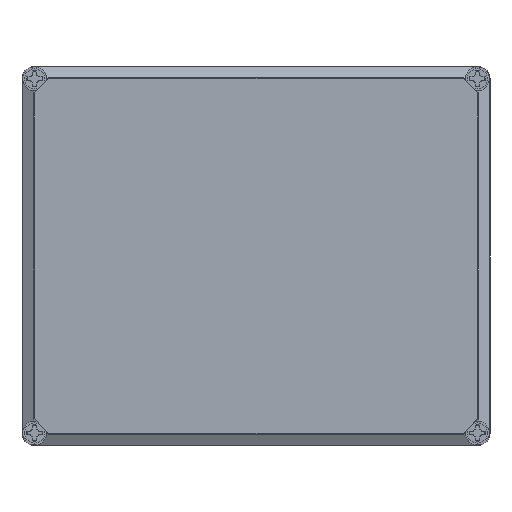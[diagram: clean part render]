
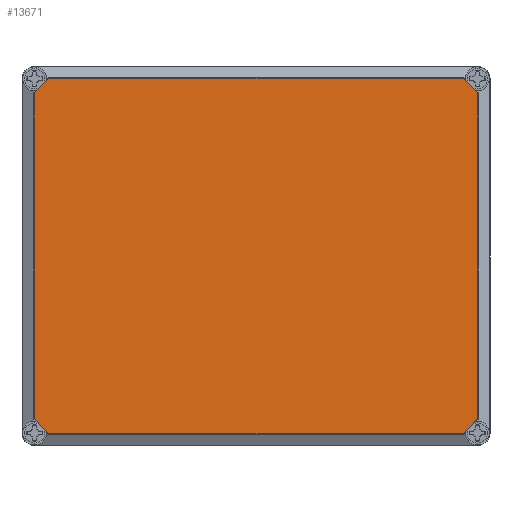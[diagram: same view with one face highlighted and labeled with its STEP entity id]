
A CAD part, top view. The second image highlights one B-rep face of the part: STEP entity #13671.
In plain terms, the highlighted planar face has unit normal (0, 0, 1).
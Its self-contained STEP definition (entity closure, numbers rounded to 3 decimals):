
#13619=AXIS2_PLACEMENT_3D('Plane Axis2P3D',#13616,#13617,#13618) ;
#12750=CARTESIAN_POINT('Vertex',(362.315,21.225,174.)) ;
#12753=CARTESIAN_POINT('Line Origine',(356.595,15.505,174.)) ;
#12757=CARTESIAN_POINT('Vertex',(350.875,9.785,174.)) ;
#13597=CARTESIAN_POINT('Line Origine',(362.315,150.8,174.)) ;
#13601=CARTESIAN_POINT('Vertex',(362.315,280.375,174.)) ;
#13616=CARTESIAN_POINT('Axis2P3D Location',(186.05,150.8,174.)) ;
#13621=CARTESIAN_POINT('Line Origine',(9.785,150.8,174.)) ;
#13625=CARTESIAN_POINT('Vertex',(9.785,280.375,174.)) ;
#13627=CARTESIAN_POINT('Vertex',(9.785,21.225,174.)) ;
#13630=CARTESIAN_POINT('Line Origine',(15.505,15.505,174.)) ;
#13634=CARTESIAN_POINT('Vertex',(21.225,9.785,174.)) ;
#13637=CARTESIAN_POINT('Line Origine',(186.05,9.785,174.)) ;
#13642=CARTESIAN_POINT('Line Origine',(356.595,286.095,174.)) ;
#13646=CARTESIAN_POINT('Vertex',(350.875,291.815,174.)) ;
#13649=CARTESIAN_POINT('Line Origine',(186.05,291.815,174.)) ;
#13653=CARTESIAN_POINT('Vertex',(21.225,291.815,174.)) ;
#13656=CARTESIAN_POINT('Line Origine',(15.505,286.095,174.)) ;
#12754=DIRECTION('Vector Direction',(-0.707,-0.707,0.)) ;
#13598=DIRECTION('Vector Direction',(0.,1.,0.)) ;
#13617=DIRECTION('Axis2P3D Direction',(0.,0.,1.)) ;
#13618=DIRECTION('Axis2P3D XDirection',(1.,0.,0.)) ;
#13622=DIRECTION('Vector Direction',(0.,-1.,0.)) ;
#13631=DIRECTION('Vector Direction',(-0.707,0.707,0.)) ;
#13638=DIRECTION('Vector Direction',(1.,0.,0.)) ;
#13643=DIRECTION('Vector Direction',(0.707,-0.707,0.)) ;
#13650=DIRECTION('Vector Direction',(-1.,0.,0.)) ;
#13657=DIRECTION('Vector Direction',(0.707,0.707,0.)) ;
#12755=VECTOR('Line Direction',#12754,1.) ;
#13599=VECTOR('Line Direction',#13598,1.) ;
#13623=VECTOR('Line Direction',#13622,1.) ;
#13632=VECTOR('Line Direction',#13631,1.) ;
#13639=VECTOR('Line Direction',#13638,1.) ;
#13644=VECTOR('Line Direction',#13643,1.) ;
#13651=VECTOR('Line Direction',#13650,1.) ;
#13658=VECTOR('Line Direction',#13657,1.) ;
#13662=ORIENTED_EDGE('',*,*,#13629,.T.) ;
#13663=ORIENTED_EDGE('',*,*,#13636,.F.) ;
#13664=ORIENTED_EDGE('',*,*,#13641,.T.) ;
#13665=ORIENTED_EDGE('',*,*,#12759,.F.) ;
#13666=ORIENTED_EDGE('',*,*,#13603,.T.) ;
#13667=ORIENTED_EDGE('',*,*,#13648,.F.) ;
#13668=ORIENTED_EDGE('',*,*,#13655,.T.) ;
#13669=ORIENTED_EDGE('',*,*,#13660,.F.) ;
#13671=ADVANCED_FACE('Deckel',(#13670),#13620,.T.) ;
#12759=EDGE_CURVE('',#12751,#12758,#12756,.T.) ;
#13603=EDGE_CURVE('',#12751,#13602,#13600,.T.) ;
#13629=EDGE_CURVE('',#13626,#13628,#13624,.T.) ;
#13636=EDGE_CURVE('',#13635,#13628,#13633,.T.) ;
#13641=EDGE_CURVE('',#13635,#12758,#13640,.T.) ;
#13648=EDGE_CURVE('',#13647,#13602,#13645,.T.) ;
#13655=EDGE_CURVE('',#13647,#13654,#13652,.T.) ;
#13660=EDGE_CURVE('',#13626,#13654,#13659,.T.) ;
#13661=EDGE_LOOP('',(#13662,#13663,#13664,#13665,#13666,#13667,#13668,#13669)) ;
#13670=FACE_OUTER_BOUND('',#13661,.T.) ;
#12756=LINE('Line',#12753,#12755) ;
#13600=LINE('Line',#13597,#13599) ;
#13624=LINE('Line',#13621,#13623) ;
#13633=LINE('Line',#13630,#13632) ;
#13640=LINE('Line',#13637,#13639) ;
#13645=LINE('Line',#13642,#13644) ;
#13652=LINE('Line',#13649,#13651) ;
#13659=LINE('Line',#13656,#13658) ;
#13620=PLANE('',#13619) ;
#12751=VERTEX_POINT('',#12750) ;
#12758=VERTEX_POINT('',#12757) ;
#13602=VERTEX_POINT('',#13601) ;
#13626=VERTEX_POINT('',#13625) ;
#13628=VERTEX_POINT('',#13627) ;
#13635=VERTEX_POINT('',#13634) ;
#13647=VERTEX_POINT('',#13646) ;
#13654=VERTEX_POINT('',#13653) ;
